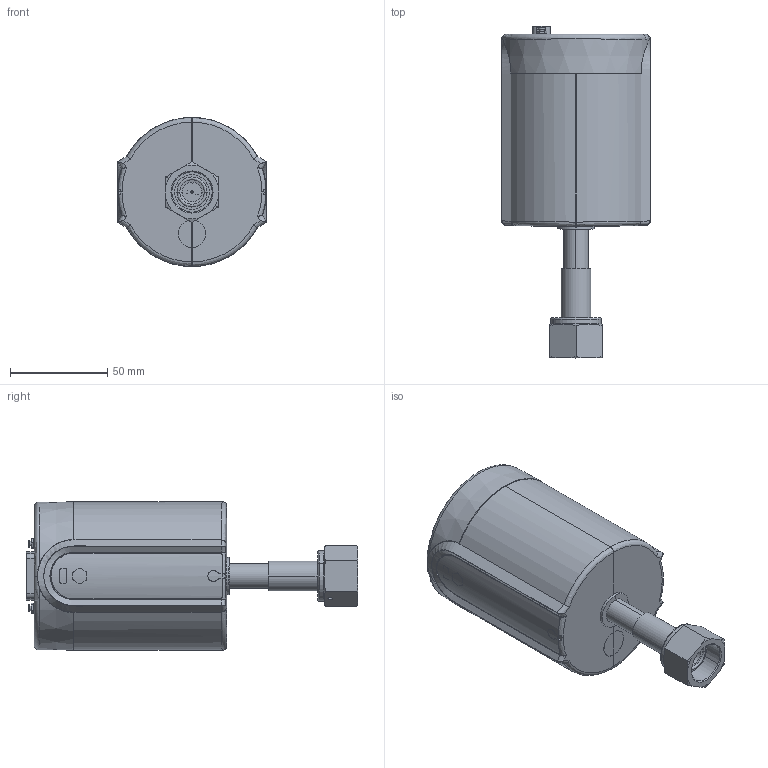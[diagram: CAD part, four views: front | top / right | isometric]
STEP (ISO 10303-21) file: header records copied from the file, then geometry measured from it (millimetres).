
FILE_DESCRIPTION (( 'STEP AP203' ), '1' );
FILE_NAME ('1052001-FITTING CD-8 VCR FEMALE-SLIDE LOCKS.STEP', '2013-06-28T14:55:47', ( '' ), ( '' ), 'SwSTEP 2.0', 'SolidWorks 2012', '' );
FILE_SCHEMA (( 'CONFIG_CONTROL_DESIGN' ));
Length unit declared in the file: inch
Products named in the file (1): 1052001-FITTING CD-8 VCR FEMALE-SLIDE LOCKS
Bounding box: 76.45 x 170.8 x 76.58 mm (x, y, z)
Surface area: 56920 mm2 (no closed solid volume)
Topology: 0 solids, 27 shells, 281 faces, 1651 edges, 1368 vertices
Faces by surface type: cylinder 109, plane 79, sphere 40, bspline 34, cone 10, torus 9
Entity records: 22383 total; most frequent: CARTESIAN_POINT 9485, DIRECTION 2810, ORIENTED_EDGE 2136, EDGE_CURVE 1587, VERTEX_POINT 1338, AXIS2_PLACEMENT_3D 1243, CIRCLE 995, EDGE_LOOP 631
